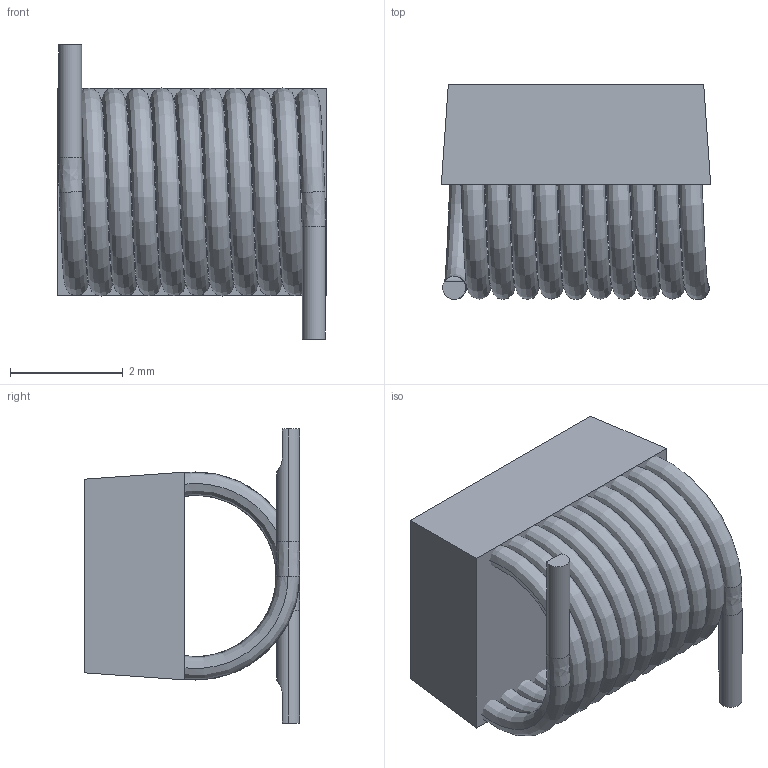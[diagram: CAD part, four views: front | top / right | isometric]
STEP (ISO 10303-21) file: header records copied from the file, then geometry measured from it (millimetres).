
FILE_DESCRIPTION (( 'STEP AP214' ), '1' );
FILE_NAME ('Coilcraft-1812SMS-R15.STEP', '2018-12-18T08:32:40', ( '' ), ( '' ), 'SwSTEP 2.0', 'SolidWorks 2018', '' );
FILE_SCHEMA (( 'AUTOMOTIVE_DESIGN' ));
Length unit declared in the file: inch
Products named in the file (3): Coilcraft-1812SMS-R15_36-625 [T7-566-1]_1812SMS-XXXL_2; Coilcraft-1812SMS-R15; Coilcraft-1812SMS-R15_W XXATZ2-X [1812SMS]_1812SMS-R15_2
Assembly tree (2 placements, depth 2):
  Coilcraft-1812SMS-R15
    Coilcraft-1812SMS-R15_W XXATZ2-X [1812SMS]_1812SMS-R15_2
    Coilcraft-1812SMS-R15_36-625 [T7-566-1]_1812SMS-XXXL_2
Bounding box: 4.77 x 3.81 x 5.21 mm (x, y, z)
Volume: 43.5 mm3; surface area: 201.3 mm2
Topology: 2 solids, 2 shells, 22 faces, 48 edges, 30 vertices
Faces by surface type: plane 10, bspline 6, cylinder 6
Entity records: 5208 total; most frequent: CARTESIAN_POINT 4331, DIRECTION 106, ORIENTED_EDGE 96, EDGE_CURVE 48, AXIS2_PLACEMENT_3D 41, VERTEX_POINT 30, DIMENSIONAL_EXPONENTS 29, UNCERTAINTY_MEASURE_WITH_UNIT 29
